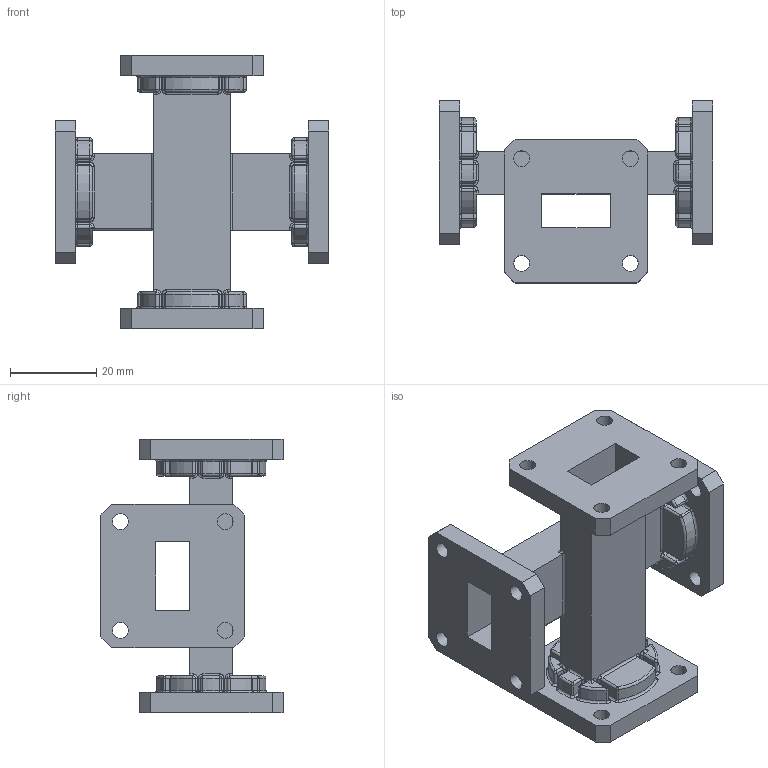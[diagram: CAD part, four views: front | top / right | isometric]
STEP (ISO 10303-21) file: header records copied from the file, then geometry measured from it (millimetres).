
FILE_DESCRIPTION (( 'STEP AP203' ), '1' );
FILE_NAME ('PEWCP1048_3D.step', '2021-02-08T18:30:26', ( '' ), ( '' ), 'SwSTEP 2.0', 'SolidWorks 2018', '' );
FILE_SCHEMA (( 'CONFIG_CONTROL_DESIGN' ));
Length unit declared in the file: inch
Products named in the file (1): PEWCP1048_3D
Bounding box: 63.5 x 42.27 x 63.5 mm (x, y, z)
Volume: 27357.4 mm3; surface area: 22855.3 mm2
Topology: 1 solids, 1 shells, 872 faces, 2066 edges, 1080 vertices
Faces by surface type: cylinder 389, torus 200, plane 154, sphere 128, bspline 1
Full cylindrical faces by diameter (mm): 3.683 x16
Entity records: 23824 total; most frequent: DIRECTION 4717, CARTESIAN_POINT 3953, ORIENTED_EDGE 3828, AXIS2_PLACEMENT_3D 1950, EDGE_CURVE 1914, CIRCLE 1078, VERTEX_POINT 1064, EDGE_LOOP 928
